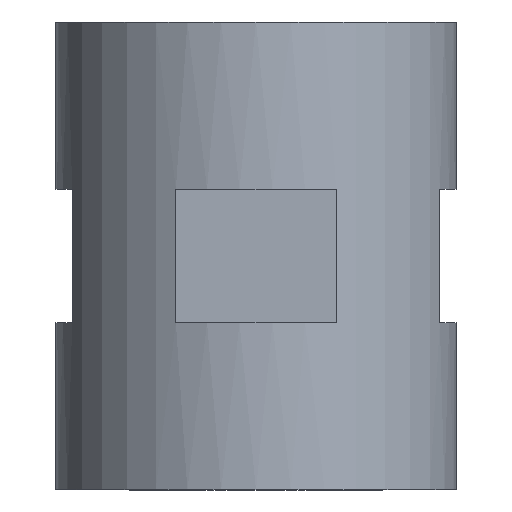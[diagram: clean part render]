
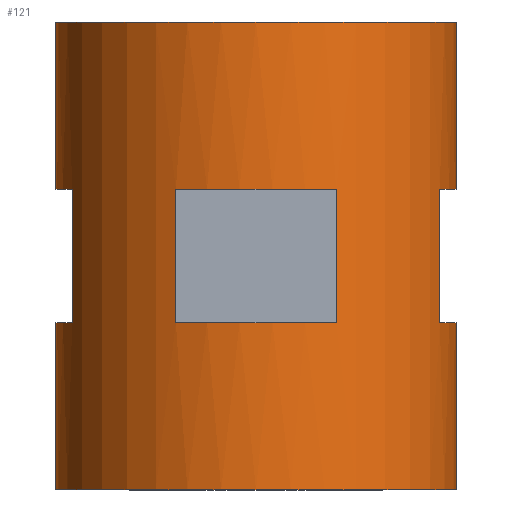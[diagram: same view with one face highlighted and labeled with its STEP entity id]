
A CAD part, front view. The second image highlights one B-rep face of the part: STEP entity #121.
In plain terms, the highlighted cylindrical face has radius 30 mm (diameter 60 mm), a partial arc.
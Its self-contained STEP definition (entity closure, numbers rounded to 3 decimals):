
#121=ADVANCED_FACE('',(#331,#332),#333,.T.);
#161=VERTEX_POINT('',#395);
#163=VERTEX_POINT('',#397);
#165=EDGE_CURVE('',#161,#163,#399,.T.);
#167=VERTEX_POINT('',#401);
#169=EDGE_CURVE('',#161,#167,#403,.T.);
#171=VERTEX_POINT('',#405);
#173=EDGE_CURVE('',#171,#167,#407,.T.);
#175=VERTEX_POINT('',#409);
#177=EDGE_CURVE('',#171,#175,#411,.T.);
#179=VERTEX_POINT('',#413);
#181=EDGE_CURVE('',#175,#179,#415,.T.);
#183=VERTEX_POINT('',#417);
#185=EDGE_CURVE('',#179,#183,#419,.T.);
#187=VERTEX_POINT('',#421);
#189=EDGE_CURVE('',#187,#183,#423,.T.);
#191=VERTEX_POINT('',#425);
#193=EDGE_CURVE('',#191,#187,#427,.T.);
#195=VERTEX_POINT('',#429);
#197=EDGE_CURVE('',#195,#191,#431,.T.);
#199=VERTEX_POINT('',#433);
#201=EDGE_CURVE('',#195,#199,#435,.T.);
#203=VERTEX_POINT('',#437);
#205=EDGE_CURVE('',#199,#203,#439,.T.);
#207=EDGE_CURVE('',#203,#163,#441,.T.);
#209=VERTEX_POINT('',#443);
#211=VERTEX_POINT('',#445);
#213=EDGE_CURVE('',#209,#211,#447,.T.);
#215=VERTEX_POINT('',#449);
#217=EDGE_CURVE('',#211,#215,#451,.T.);
#219=VERTEX_POINT('',#453);
#221=EDGE_CURVE('',#215,#219,#455,.T.);
#223=EDGE_CURVE('',#219,#209,#457,.T.);
#331=FACE_OUTER_BOUND('',#555,.T.);
#332=FACE_BOUND('',#556,.T.);
#333=CYLINDRICAL_SURFACE('',#557,30.0);
#395=CARTESIAN_POINT('',(30.0,0.,70.0));
#397=CARTESIAN_POINT('',(30.0,0.,45.0));
#399=LINE('',#624,#625);
#401=CARTESIAN_POINT('',(-30.0,0.,70.0));
#403=CIRCLE('',#630,30.0);
#405=CARTESIAN_POINT('',(-30.0,0.,45.0));
#407=LINE('',#635,#636);
#409=CARTESIAN_POINT('',(-27.5,-11.99,45.0));
#411=CIRCLE('',#641,30.0);
#413=CARTESIAN_POINT('',(-27.5,-11.99,25.0));
#415=LINE('',#646,#647);
#417=CARTESIAN_POINT('',(-30.0,0.,25.0));
#419=CIRCLE('',#652,30.0);
#421=CARTESIAN_POINT('',(-30.0,0.,0.0));
#423=LINE('',#657,#658);
#425=CARTESIAN_POINT('',(30.0,0.,0.0));
#427=CIRCLE('',#663,30.0);
#429=CARTESIAN_POINT('',(30.0,0.,25.0));
#431=LINE('',#668,#669);
#433=CARTESIAN_POINT('',(27.5,-11.99,25.0));
#435=CIRCLE('',#674,30.0);
#437=CARTESIAN_POINT('',(27.5,-11.99,45.0));
#439=LINE('',#679,#680);
#441=CIRCLE('',#683,30.0);
#443=CARTESIAN_POINT('',(11.99,-27.5,25.0));
#445=CARTESIAN_POINT('',(-11.99,-27.5,25.0));
#447=CIRCLE('',#690,30.0);
#449=CARTESIAN_POINT('',(-11.99,-27.5,45.0));
#451=LINE('',#695,#696);
#453=CARTESIAN_POINT('',(11.99,-27.5,45.0));
#455=CIRCLE('',#701,30.0);
#457=LINE('',#704,#705);
#555=EDGE_LOOP('',(#843,#844,#845,#846,#847,#848,#849,#850,#851,#852,#853,#854));
#556=EDGE_LOOP('',(#855,#856,#857,#858));
#557=AXIS2_PLACEMENT_3D('',#859,#860,#861);
#624=CARTESIAN_POINT('',(30.0,0.,35.0));
#625=VECTOR('',#1014,1.0);
#630=AXIS2_PLACEMENT_3D('',#1015,#1016,#1017);
#635=CARTESIAN_POINT('',(-30.0,0.,35.0));
#636=VECTOR('',#1018,1.0);
#641=AXIS2_PLACEMENT_3D('',#1019,#1020,#1021);
#646=CARTESIAN_POINT('',(-27.5,-11.99,35.0));
#647=VECTOR('',#1022,1.0);
#652=AXIS2_PLACEMENT_3D('',#1023,#1024,#1025);
#657=CARTESIAN_POINT('',(-30.0,0.,35.0));
#658=VECTOR('',#1026,1.0);
#663=AXIS2_PLACEMENT_3D('',#1027,#1028,#1029);
#668=CARTESIAN_POINT('',(30.0,0.,35.0));
#669=VECTOR('',#1030,1.0);
#674=AXIS2_PLACEMENT_3D('',#1031,#1032,#1033);
#679=CARTESIAN_POINT('',(27.5,-11.99,35.0));
#680=VECTOR('',#1034,1.0);
#683=AXIS2_PLACEMENT_3D('',#1035,#1036,#1037);
#690=AXIS2_PLACEMENT_3D('',#1038,#1039,#1040);
#695=CARTESIAN_POINT('',(-11.99,-27.5,35.0));
#696=VECTOR('',#1041,1.0);
#701=AXIS2_PLACEMENT_3D('',#1042,#1043,#1044);
#704=CARTESIAN_POINT('',(11.99,-27.5,35.0));
#705=VECTOR('',#1045,1.0);
#843=ORIENTED_EDGE('',*,*,#165,.F.);
#844=ORIENTED_EDGE('',*,*,#169,.T.);
#845=ORIENTED_EDGE('',*,*,#173,.F.);
#846=ORIENTED_EDGE('',*,*,#177,.T.);
#847=ORIENTED_EDGE('',*,*,#181,.T.);
#848=ORIENTED_EDGE('',*,*,#185,.T.);
#849=ORIENTED_EDGE('',*,*,#189,.F.);
#850=ORIENTED_EDGE('',*,*,#193,.F.);
#851=ORIENTED_EDGE('',*,*,#197,.F.);
#852=ORIENTED_EDGE('',*,*,#201,.T.);
#853=ORIENTED_EDGE('',*,*,#205,.T.);
#854=ORIENTED_EDGE('',*,*,#207,.T.);
#855=ORIENTED_EDGE('',*,*,#213,.T.);
#856=ORIENTED_EDGE('',*,*,#217,.T.);
#857=ORIENTED_EDGE('',*,*,#221,.T.);
#858=ORIENTED_EDGE('',*,*,#223,.T.);
#859=CARTESIAN_POINT('',(0.,0.,35.0));
#860=DIRECTION('',(0.0,0.0,-1.0));
#861=DIRECTION('',(1.0,0.,0.0));
#1014=DIRECTION('',(0.0,0.0,-1.0));
#1015=CARTESIAN_POINT('',(0.,0.,70.0));
#1016=DIRECTION('',(0.0,0.0,-1.0));
#1017=DIRECTION('',(1.0,0.,0.0));
#1018=DIRECTION('',(-0.0,-0.0,1.0));
#1019=CARTESIAN_POINT('',(0.,0.,45.0));
#1020=DIRECTION('',(0.0,0.0,1.0));
#1021=DIRECTION('',(1.0,0.,0.0));
#1022=DIRECTION('',(0.0,0.0,-1.0));
#1023=CARTESIAN_POINT('',(0.,0.,25.0));
#1024=DIRECTION('',(0.0,0.0,-1.0));
#1025=DIRECTION('',(1.0,0.,0.0));
#1026=DIRECTION('',(-0.0,-0.0,1.0));
#1027=CARTESIAN_POINT('',(0.,0.,0.0));
#1028=DIRECTION('',(0.0,0.0,-1.0));
#1029=DIRECTION('',(1.0,0.,0.0));
#1030=DIRECTION('',(0.0,0.0,-1.0));
#1031=CARTESIAN_POINT('',(0.,0.,25.0));
#1032=DIRECTION('',(0.0,0.0,-1.0));
#1033=DIRECTION('',(1.0,0.,0.0));
#1034=DIRECTION('',(0.0,0.0,1.0));
#1035=CARTESIAN_POINT('',(0.,0.,45.0));
#1036=DIRECTION('',(0.0,0.0,1.0));
#1037=DIRECTION('',(1.0,0.,0.0));
#1038=CARTESIAN_POINT('',(0.,0.,25.0));
#1039=DIRECTION('',(0.0,0.0,-1.0));
#1040=DIRECTION('',(1.0,0.,0.0));
#1041=DIRECTION('',(0.0,0.0,1.0));
#1042=CARTESIAN_POINT('',(0.,0.,45.0));
#1043=DIRECTION('',(0.0,0.0,1.0));
#1044=DIRECTION('',(1.0,0.,0.0));
#1045=DIRECTION('',(0.0,0.0,-1.0));
